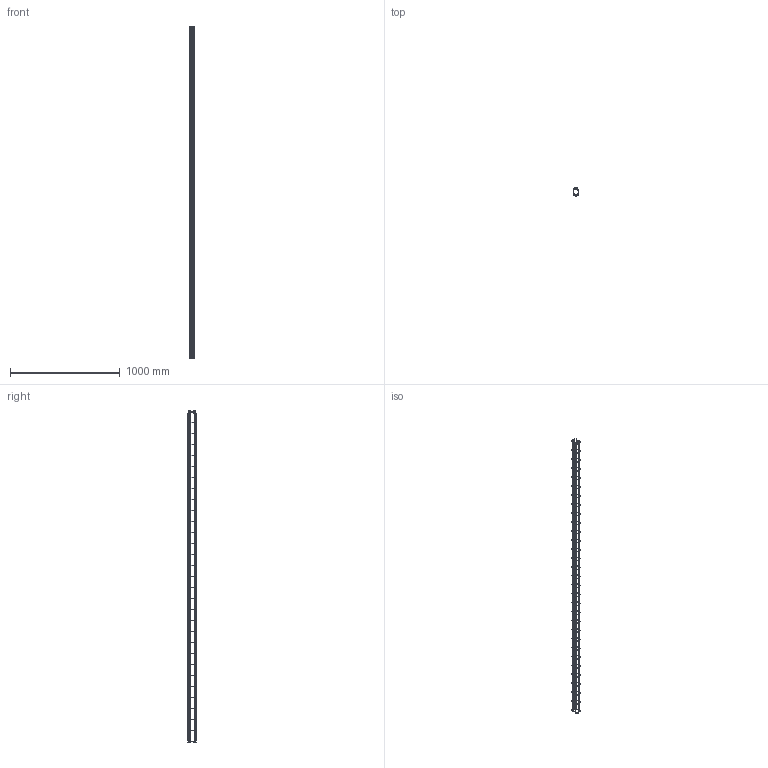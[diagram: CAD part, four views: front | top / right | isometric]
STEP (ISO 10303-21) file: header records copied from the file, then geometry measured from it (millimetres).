
FILE_DESCRIPTION((''),'2;1');
FILE_NAME('6005523_ASM','2012-10-09T',('AndreasKeweloh'),(''),'PRO/ENGINEER BY PARAMETRIC TECHNOLOGY CORPORATION, 2012230','PRO/ENGINEER BY PARAMETRIC TECHNOLOGY CORPORATION, 2012230','');
FILE_SCHEMA(('CONFIG_CONTROL_DESIGN'));
Length unit declared in the file: millimetre
Products named in the file (4): GGRM_D38_U75X50; GGRM_D38XL3024; GGRM_D38_U75X50_MUFFE; 6005523_ASM
Assembly tree (39 placements, depth 2):
  6005523_ASM
    GGRM_D38_U75X50  x30
    GGRM_D38XL3024  x7
    GGRM_D38_U75X50_MUFFE  x2
Bounding box: 53 x 73.5 x 3024.29 mm (x, y, z)
Volume: 305846.2 mm3; surface area: 322871.9 mm2
Topology: 39 solids, 39 shells, 638 faces, 1198 edges, 638 vertices
Faces by surface type: cylinder 326, torus 234, plane 78
Entity records: 1670 total; most frequent: DIRECTION 340, CARTESIAN_POINT 281, ORIENTED_EDGE 188, AXIS2_PLACEMENT_3D 157, EDGE_CURVE 94, CIRCLE 64, VERTEX_POINT 50, EDGE_LOOP 50
